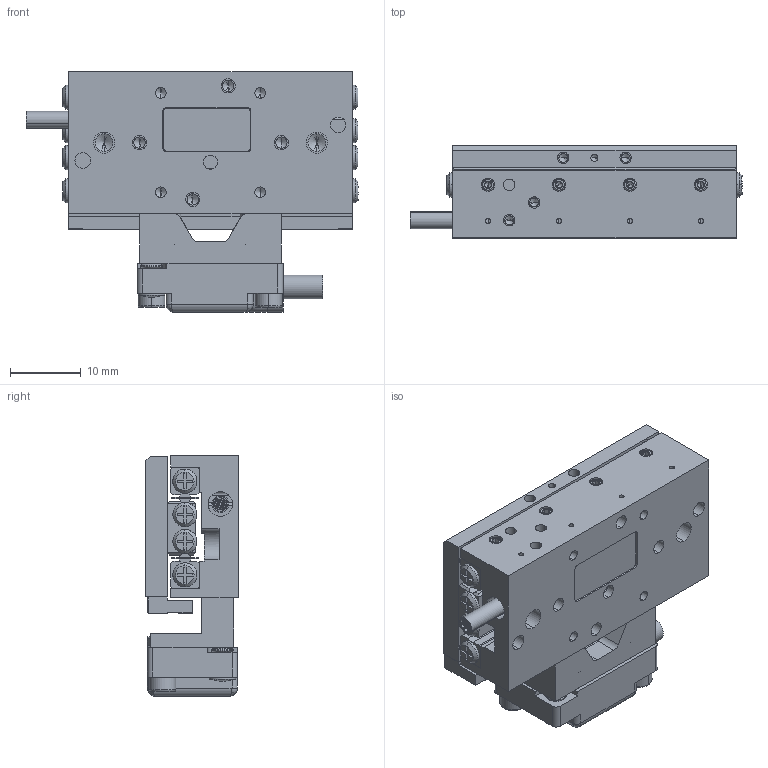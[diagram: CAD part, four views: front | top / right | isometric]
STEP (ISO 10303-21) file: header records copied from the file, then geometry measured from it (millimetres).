
FILE_DESCRIPTION (( 'STEP AP214' ), '1' );
FILE_NAME ('PPS-20-132X9.STEP', '2023-07-18T21:31:03', ( '' ), ( '' ), 'SwSTEP 2.0', 'SolidWorks 2023', '' );
FILE_SCHEMA (( 'AUTOMOTIVE_DESIGN' ));
Length unit declared in the file: millimetre
Products named in the file (18): 110060 Encoder Head, M3500V, Vacuum_Atmospheric; SCREW, SHCS-S, M-DIN_M1.6 x 0.35 x 06mm; SCREW, MS-PPH, M-JCIS_M1.6 x 0.35 x 4mm; PPS-20, Back Cover, Master Part; NB Slide Way SVW 1000 Center Way_SVW 1040; NB Slide Way SVW 1000 Rail_demo ; SCREW, MS-PFH, M-DIN_M2 x 0.4 x 05mm; Dowel Pin, M-DIN_M01 x 004; SCREW, SHCS-S, M-DIN_M2 x 0.4 x 06mm; 430413 PPS-20, Encoder Bracket, M3500; PPS-20, Base, Master Part_L40, No Ears; Set Screw, Cup-H, E-ASME_E1-72 x 1''16; NB Slide Way SVW 1000 Cage_SVW 1040-11Z Custom; PPS-20-132X9; PPS-20, Carriage, Master Part_40mm; TFC-421 Silver Braided Cable_L20; 130160 Bearing, NB, Slide Way, SVW 1000_SVW 1040-11Z Custom (Rigid at Center); PPS-20, Scale Bracket, Mercury, Master Part_40mm
Assembly tree (37 placements, depth 3):
  PPS-20-132X9
    PPS-20, Base, Master Part_L40, No Ears
    PPS-20, Back Cover, Master Part
    TFC-421 Silver Braided Cable_L20
    PPS-20, Carriage, Master Part_40mm
    SCREW, MS-PFH, M-DIN_M2 x 0.4 x 05mm  x4
    130160 Bearing, NB, Slide Way, SVW 1000_SVW 1040-11Z Custom (Rigid at Center)
      NB Slide Way SVW 1000 Rail_demo   x2
      NB Slide Way SVW 1000 Center Way_SVW 1040
      NB Slide Way SVW 1000 Cage_SVW 1040-11Z Custom  x2
    Set Screw, Cup-H, E-ASME_E1-72 x 1''16  x4
    SCREW, MS-PPH, M-JCIS_M1.6 x 0.35 x 4mm  x10
    110060 Encoder Head, M3500V, Vacuum_Atmospheric
    430413 PPS-20, Encoder Bracket, M3500
    PPS-20, Scale Bracket, Mercury, Master Part_40mm
    SCREW, SHCS-S, M-DIN_M1.6 x 0.35 x 06mm  x2
    SCREW, SHCS-S, M-DIN_M2 x 0.4 x 06mm  x2
    Dowel Pin, M-DIN_M01 x 004  x2
Bounding box: 46.8 x 13 x 33.91 mm (x, y, z)
Volume: 11080.7 mm3; surface area: 13960.3 mm2
Topology: 49 solids, 49 shells, 1783 faces, 4352 edges, 2686 vertices
Faces by surface type: plane 787, cylinder 558, cone 308, torus 112, bspline 18
Entity records: 52330 total; most frequent: CARTESIAN_POINT 26133, DIRECTION 5473, ORIENTED_EDGE 5132, EDGE_CURVE 2566, AXIS2_PLACEMENT_3D 2042, VERTEX_POINT 1656, VECTOR 1389, LINE 1389
